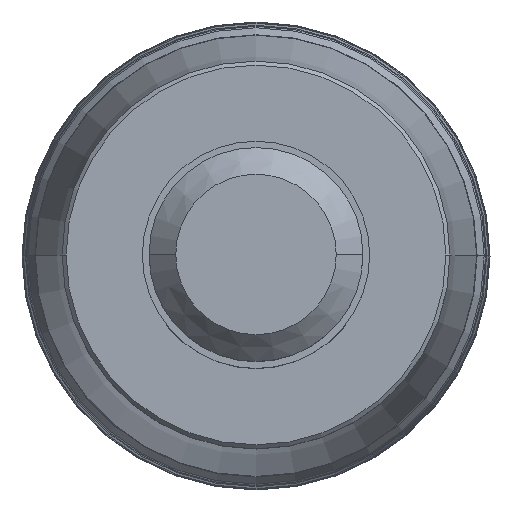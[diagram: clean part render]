
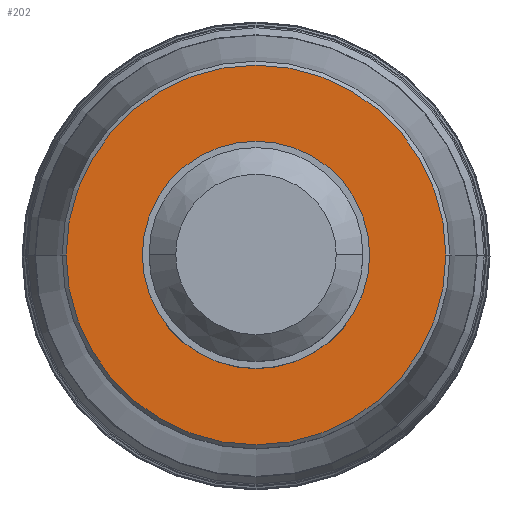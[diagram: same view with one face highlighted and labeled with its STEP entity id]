
A CAD part, top view. The second image highlights one B-rep face of the part: STEP entity #202.
In plain terms, the highlighted planar face has unit normal (0, 0, 1).
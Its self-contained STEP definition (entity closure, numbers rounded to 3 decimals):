
#43=PLANE('',#2048);
#49=FACE_BOUND('',#522,.T.);
#50=FACE_BOUND('',#523,.T.);
#202=ADVANCED_FACE('',(#49,#50),#43,.F.);
#522=EDGE_LOOP('',(#894,#895));
#523=EDGE_LOOP('',(#896,#897));
#894=ORIENTED_EDGE('',*,*,#1301,.T.);
#895=ORIENTED_EDGE('',*,*,#1302,.T.);
#896=ORIENTED_EDGE('',*,*,#1303,.F.);
#897=ORIENTED_EDGE('',*,*,#1304,.F.);
#1098=VERTEX_POINT('',#3903);
#1099=VERTEX_POINT('',#3905);
#1100=VERTEX_POINT('',#3910);
#1101=VERTEX_POINT('',#3911);
#1301=EDGE_CURVE('',#1098,#1099,#1579,.T.);
#1302=EDGE_CURVE('',#1099,#1098,#1580,.T.);
#1303=EDGE_CURVE('',#1100,#1101,#1581,.T.);
#1304=EDGE_CURVE('',#1101,#1100,#1582,.T.);
#1579=CIRCLE('',#2043,14.2);
#1580=CIRCLE('',#2045,14.2);
#1581=CIRCLE('',#2046,8.5);
#1582=CIRCLE('',#2047,8.5);
#2043=AXIS2_PLACEMENT_3D('',#3906,#2494,#2495);
#2045=AXIS2_PLACEMENT_3D('',#3908,#2498,#2499);
#2046=AXIS2_PLACEMENT_3D('',#3909,#2500,#2501);
#2047=AXIS2_PLACEMENT_3D('',#3912,#2502,#2503);
#2048=AXIS2_PLACEMENT_3D('',#3913,#2504,#2505);
#2494=DIRECTION('',(0.,0.,1.));
#2495=DIRECTION('',(1.,0.,0.));
#2498=DIRECTION('',(0.,0.,1.));
#2499=DIRECTION('',(-1.,0.,0.));
#2500=DIRECTION('',(0.,0.,1.));
#2501=DIRECTION('',(1.,0.,0.));
#2502=DIRECTION('',(0.,0.,1.));
#2503=DIRECTION('',(-1.,0.,0.));
#2504=DIRECTION('',(0.,0.,-1.));
#2505=DIRECTION('',(-1.,0.,0.));
#3903=CARTESIAN_POINT('',(14.2,0.,0.));
#3905=CARTESIAN_POINT('',(-14.2,0.,0.));
#3906=CARTESIAN_POINT('',(0.,0.,0.));
#3908=CARTESIAN_POINT('',(0.,0.,0.));
#3909=CARTESIAN_POINT('',(0.,0.,0.));
#3910=CARTESIAN_POINT('',(8.5,0.,0.));
#3911=CARTESIAN_POINT('',(-8.5,0.,0.));
#3912=CARTESIAN_POINT('',(0.,0.,0.));
#3913=CARTESIAN_POINT('',(0.,0.,0.));
